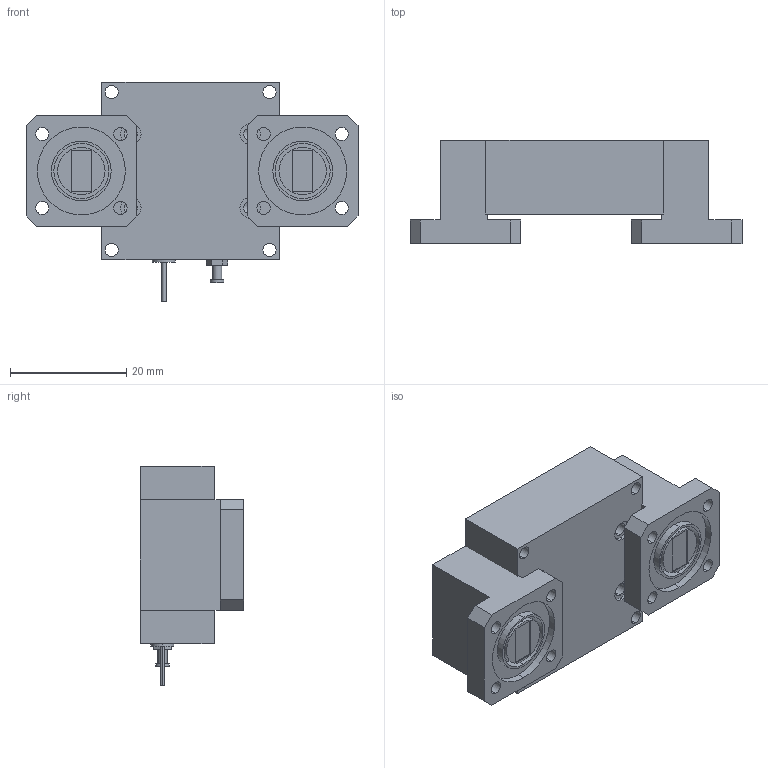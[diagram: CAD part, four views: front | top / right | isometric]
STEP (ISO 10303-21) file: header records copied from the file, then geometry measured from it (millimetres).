
FILE_DESCRIPTION (( 'STEP AP203' ), '1' );
FILE_NAME ('SBL-3333733640-2828-S1-DD1.STEP', '2019-06-06T21:02:00', ( '' ), ( '' ), 'SwSTEP 2.0', 'SolidWorks 2016', '' );
FILE_SCHEMA (( 'CONFIG_CONTROL_DESIGN' ));
Length unit declared in the file: inch
Products named in the file (1): SBL-3333733640-2828-S1-DD1
Bounding box: 57.15 x 17.78 x 37.72 mm (x, y, z)
Volume: 18111.5 mm3; surface area: 10422.6 mm2
Topology: 10 solids, 10 shells, 436 faces, 1149 edges, 740 vertices
Faces by surface type: cylinder 192, plane 156, cone 74, bspline 14
Entity records: 18467 total; most frequent: CARTESIAN_POINT 8235, ORIENTED_EDGE 2242, DIRECTION 1978, EDGE_CURVE 1121, VERTEX_POINT 740, AXIS2_PLACEMENT_3D 736, LINE 506, VECTOR 506
